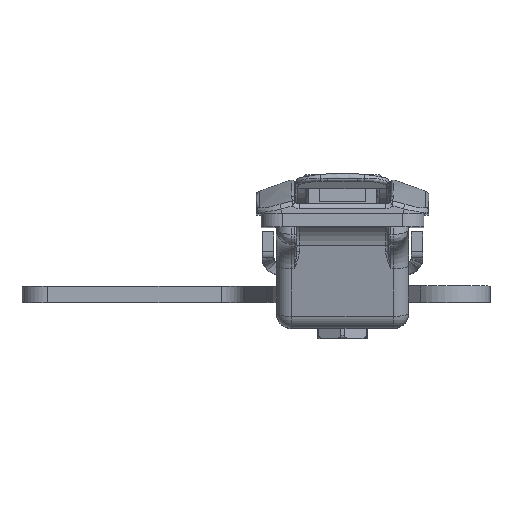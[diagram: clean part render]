
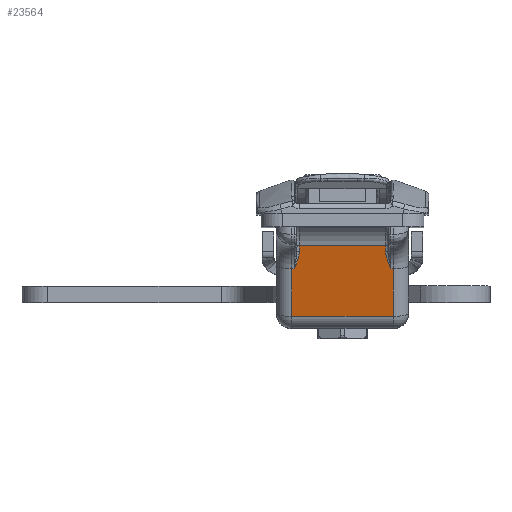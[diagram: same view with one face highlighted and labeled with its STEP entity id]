
A CAD part, top view. The second image highlights one B-rep face of the part: STEP entity #23564.
In plain terms, the highlighted planar face has unit normal (0, -0.208, 0.978).
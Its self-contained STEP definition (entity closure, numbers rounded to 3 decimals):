
#111 = ORIENTED_EDGE ( 'NONE', *, *, #8316, .T. ) ;
#865 = VECTOR ( 'NONE', #6978, 1000. ) ;
#1087 = CARTESIAN_POINT ( 'NONE',  ( -10., -6., 113.507 ) ) ;
#1109 = CARTESIAN_POINT ( 'NONE',  ( -9.037, -9.658, 112.73 ) ) ;
#1142 = CARTESIAN_POINT ( 'NONE',  ( 8.538, -7.955, 113.092 ) ) ;
#1465 = CARTESIAN_POINT ( 'NONE',  ( -9.262, -10.208, 112.613 ) ) ;
#1901 = CARTESIAN_POINT ( 'NONE',  ( -10., -10.753, 112.497 ) ) ;
#2076 = FACE_OUTER_BOUND ( 'NONE', #3023, .T. ) ;
#2828 = DIRECTION ( 'NONE',  ( -1., 0., 0. ) ) ;
#3023 = EDGE_LOOP ( 'NONE', ( #34541, #35592, #111, #35238, #36888, #28592, #32844, #20871, #11524, #27251 ) ) ;
#3327 = LINE ( 'NONE', #23414, #18842 ) ;
#3551 = LINE ( 'NONE', #3919, #6549 ) ;
#3834 = VERTEX_POINT ( 'NONE', #22219 ) ;
#3847 = EDGE_CURVE ( 'NONE', #15280, #34532, #13799, .T. ) ;
#3919 = CARTESIAN_POINT ( 'NONE',  ( -9., -6.253, 113.454 ) ) ;
#5844 = VECTOR ( 'NONE', #29805, 1000. ) ;
#6015 = VERTEX_POINT ( 'NONE', #22680 ) ;
#6023 = DIRECTION ( 'NONE',  ( 0., 0.978, 0.208 ) ) ;
#6549 = VECTOR ( 'NONE', #12575, 1000. ) ;
#6915 = DIRECTION ( 'NONE',  ( 0., -0.978, -0.208 ) ) ;
#6968 = CARTESIAN_POINT ( 'NONE',  ( 8.5, -7.663, 113.154 ) ) ;
#6978 = DIRECTION ( 'NONE',  ( 1., 0., 0. ) ) ;
#8316 = EDGE_CURVE ( 'NONE', #18710, #31415, #3327, .T. ) ;
#9218 = VECTOR ( 'NONE', #31674, 1000. ) ;
#10306 = CARTESIAN_POINT ( 'NONE',  ( -8.74, -8.819, 112.908 ) ) ;
#10739 = DIRECTION ( 'NONE',  ( 0., 0.208, -0.978 ) ) ;
#11524 = ORIENTED_EDGE ( 'NONE', *, *, #31242, .T. ) ;
#11811 = VERTEX_POINT ( 'NONE', #34204 ) ;
#12575 = DIRECTION ( 'NONE',  ( 1., 0., 0. ) ) ;
#12614 = CARTESIAN_POINT ( 'NONE',  ( 9.5, -10.753, 112.497 ) ) ;
#12944 = CARTESIAN_POINT ( 'NONE',  ( -9.382, -10.482, 112.555 ) ) ;
#13554 = PLANE ( 'NONE',  #33933 ) ;
#13799 = LINE ( 'NONE', #33828, #19727 ) ;
#14239 = EDGE_CURVE ( 'NONE', #3834, #18710, #35439, .T. ) ;
#15280 = VERTEX_POINT ( 'NONE', #22885 ) ;
#15463 = EDGE_CURVE ( 'NONE', #22204, #31415, #3551, .T. ) ;
#15763 = CARTESIAN_POINT ( 'NONE',  ( -8.658, -8.533, 112.969 ) ) ;
#16687 = LINE ( 'NONE', #28091, #865 ) ;
#17291 = CARTESIAN_POINT ( 'NONE',  ( -13., -10.753, 112.497 ) ) ;
#17997 = CARTESIAN_POINT ( 'NONE',  ( -13., -10.753, 112.497 ) ) ;
#18200 = CARTESIAN_POINT ( 'NONE',  ( -8.5, -7.364, 113.217 ) ) ;
#18370 = EDGE_CURVE ( 'NONE', #11811, #6015, #20942, .T. ) ;
#18569 = LINE ( 'NONE', #35430, #22454 ) ;
#18710 = VERTEX_POINT ( 'NONE', #21342 ) ;
#18842 = VECTOR ( 'NONE', #31845, 1000. ) ;
#19727 = VECTOR ( 'NONE', #28208, 1000. ) ;
#19817 = EDGE_CURVE ( 'NONE', #25296, #24180, #32412, .T. ) ;
#19923 = LINE ( 'NONE', #17291, #28809 ) ;
#20871 = ORIENTED_EDGE ( 'NONE', *, *, #19817, .T. ) ;
#20942 = B_SPLINE_CURVE_WITH_KNOTS ( 'NONE', 3,
 ( #18200, #35996, #21570, #15763, #10306, #26818, #1109, #1465, #12944, #23816 ),
 .UNSPECIFIED., .F., .F.,
 ( 4, 2, 2, 2, 4 ),
 ( 0., 0.001, 0.002, 0.003, 0.004 ),
 .UNSPECIFIED. ) ;
#21053 = CARTESIAN_POINT ( 'NONE',  ( 8.658, -8.533, 112.969 ) ) ;
#21162 = EDGE_CURVE ( 'NONE', #22204, #11811, #18569, .T. ) ;
#21342 = CARTESIAN_POINT ( 'NONE',  ( 8.5, -7.364, 113.217 ) ) ;
#21570 = CARTESIAN_POINT ( 'NONE',  ( -8.538, -7.955, 113.092 ) ) ;
#22204 = VERTEX_POINT ( 'NONE', #31280 ) ;
#22219 = CARTESIAN_POINT ( 'NONE',  ( 9.5, -10.753, 112.497 ) ) ;
#22313 = CARTESIAN_POINT ( 'NONE',  ( 10., -10.753, 112.497 ) ) ;
#22454 = VECTOR ( 'NONE', #6915, 1000. ) ;
#22680 = CARTESIAN_POINT ( 'NONE',  ( -9.5, -10.753, 112.497 ) ) ;
#22885 = CARTESIAN_POINT ( 'NONE',  ( 10., -20.124, 110.505 ) ) ;
#23414 = CARTESIAN_POINT ( 'NONE',  ( 8.5, -6.253, 113.454 ) ) ;
#23564 = ADVANCED_FACE ( 'NONE', ( #2076 ), #13554, .F. ) ;
#23816 = CARTESIAN_POINT ( 'NONE',  ( -9.5, -10.753, 112.497 ) ) ;
#23986 = CARTESIAN_POINT ( 'NONE',  ( -10., -20.124, 110.505 ) ) ;
#24036 = CARTESIAN_POINT ( 'NONE',  ( 9.263, -10.208, 112.613 ) ) ;
#24180 = VERTEX_POINT ( 'NONE', #23986 ) ;
#24988 = CARTESIAN_POINT ( 'NONE',  ( -20., -6., 113.507 ) ) ;
#25296 = VERTEX_POINT ( 'NONE', #1901 ) ;
#26818 = CARTESIAN_POINT ( 'NONE',  ( -8.929, -9.382, 112.788 ) ) ;
#27251 = ORIENTED_EDGE ( 'NONE', *, *, #3847, .T. ) ;
#28091 = CARTESIAN_POINT ( 'NONE',  ( -20., -20.124, 110.505 ) ) ;
#28130 = EDGE_CURVE ( 'NONE', #6015, #25296, #32228, .T. ) ;
#28208 = DIRECTION ( 'NONE',  ( 0., 0.978, 0.208 ) ) ;
#28592 = ORIENTED_EDGE ( 'NONE', *, *, #18370, .T. ) ;
#28809 = VECTOR ( 'NONE', #2828, 1000. ) ;
#29012 = CARTESIAN_POINT ( 'NONE',  ( 8.5, -6.253, 113.454 ) ) ;
#29805 = DIRECTION ( 'NONE',  ( 0., -0.978, -0.208 ) ) ;
#31242 = EDGE_CURVE ( 'NONE', #24180, #15280, #16687, .T. ) ;
#31280 = CARTESIAN_POINT ( 'NONE',  ( -8.5, -6.253, 113.454 ) ) ;
#31415 = VERTEX_POINT ( 'NONE', #29012 ) ;
#31674 = DIRECTION ( 'NONE',  ( -1., 0., 0. ) ) ;
#31845 = DIRECTION ( 'NONE',  ( 0., 0.978, 0.208 ) ) ;
#32228 = LINE ( 'NONE', #17997, #9218 ) ;
#32284 = CARTESIAN_POINT ( 'NONE',  ( 8.5, -7.364, 113.217 ) ) ;
#32412 = LINE ( 'NONE', #1087, #5844 ) ;
#32653 = CARTESIAN_POINT ( 'NONE',  ( 8.74, -8.819, 112.908 ) ) ;
#32844 = ORIENTED_EDGE ( 'NONE', *, *, #28130, .T. ) ;
#33828 = CARTESIAN_POINT ( 'NONE',  ( 10., -6., 113.507 ) ) ;
#33933 = AXIS2_PLACEMENT_3D ( 'NONE', #24988, #10739, #6023 ) ;
#34204 = CARTESIAN_POINT ( 'NONE',  ( -8.5, -7.364, 113.217 ) ) ;
#34532 = VERTEX_POINT ( 'NONE', #22313 ) ;
#34541 = ORIENTED_EDGE ( 'NONE', *, *, #37018, .T. ) ;
#35098 = CARTESIAN_POINT ( 'NONE',  ( 9.024, -9.663, 112.729 ) ) ;
#35238 = ORIENTED_EDGE ( 'NONE', *, *, #15463, .F. ) ;
#35430 = CARTESIAN_POINT ( 'NONE',  ( -8.5, -6., 113.507 ) ) ;
#35439 = B_SPLINE_CURVE_WITH_KNOTS ( 'NONE', 3,
 ( #12614, #24036, #35098, #32653, #21053, #1142, #6968, #32284 ),
 .UNSPECIFIED., .F., .F.,
 ( 4, 2, 2, 4 ),
 ( 0., 0.002, 0.003, 0.004 ),
 .UNSPECIFIED. ) ;
#35592 = ORIENTED_EDGE ( 'NONE', *, *, #14239, .T. ) ;
#35996 = CARTESIAN_POINT ( 'NONE',  ( -8.5, -7.663, 113.154 ) ) ;
#36888 = ORIENTED_EDGE ( 'NONE', *, *, #21162, .T. ) ;
#37018 = EDGE_CURVE ( 'NONE', #34532, #3834, #19923, .T. ) ;
